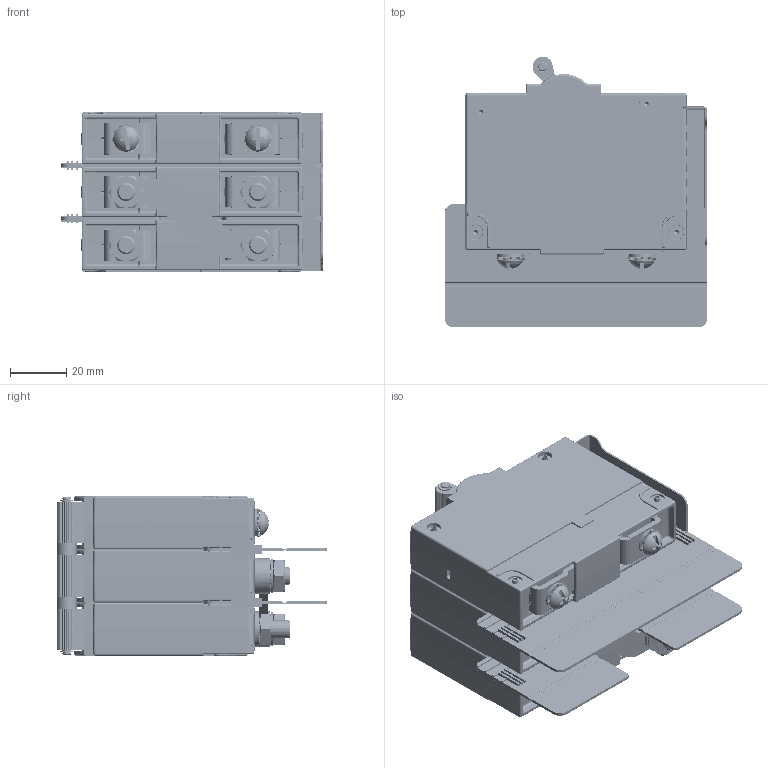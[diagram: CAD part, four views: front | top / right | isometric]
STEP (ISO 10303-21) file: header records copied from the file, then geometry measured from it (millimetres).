
FILE_DESCRIPTION((''),'2;1');
FILE_NAME('CX3_STUD_AUX_SW0002','2011-12-01T',('danboyden'),(''),'PRO/ENGINEER BY PARAMETRIC TECHNOLOGY CORPORATION, 2010280','PRO/ENGINEER BY PARAMETRIC TECHNOLOGY CORPORATION, 2010280','');
FILE_SCHEMA(('CONFIG_CONTROL_DESIGN'));
Products named in the file (1): CX3_STUD_AUX_SW0002
Bounding box: 93.27 x 96.08 x 56.69 mm (x, y, z)
Volume: 112951 mm3; surface area: 136960.1 mm2
Topology: 22 solids, 25 shells, 10601 faces, 27965 edges, 17404 vertices
Faces by surface type: plane 5575, cylinder 3104, bspline 589, sphere 535, cone 376, torus 223, extrusion 199
Entity records: 360909 total; most frequent: CARTESIAN_POINT 105601, ORIENTED_EDGE 55842, DIRECTION 49294, EDGE_CURVE 27921, VECTOR 18382, LINE 18183, VERTEX_POINT 17404, AXIS2_PLACEMENT_3D 15456
